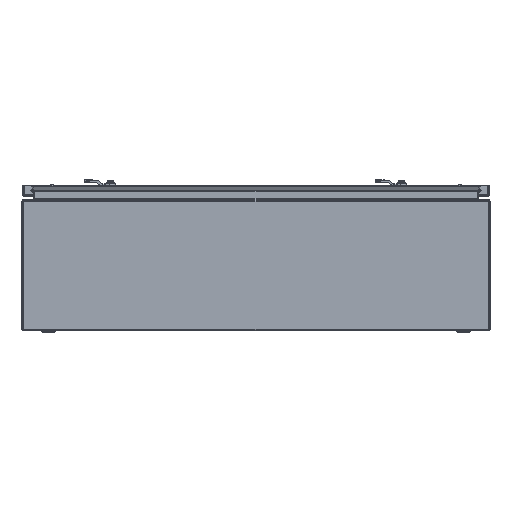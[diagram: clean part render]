
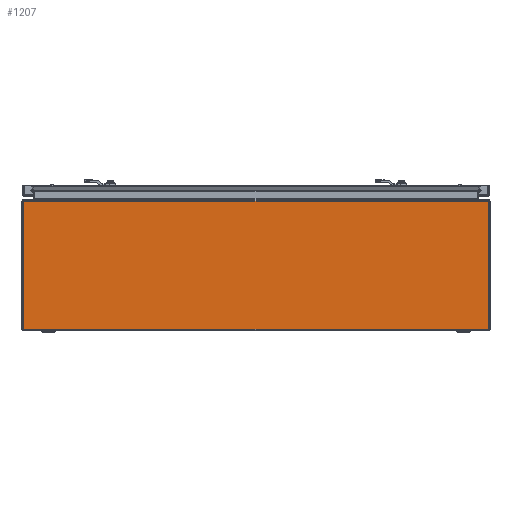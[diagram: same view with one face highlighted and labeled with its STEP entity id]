
A CAD part, left-side view. The second image highlights one B-rep face of the part: STEP entity #1207.
In plain terms, the highlighted planar face has unit normal (-1, 0, 0).
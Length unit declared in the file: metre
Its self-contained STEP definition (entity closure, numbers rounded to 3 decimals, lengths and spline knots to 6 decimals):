
#1207=ADVANCED_FACE('0:20886',(#2251),#2252,.T.);
#2251=FACE_OUTER_BOUND('',#8097,.T.);
#2252=PLANE('',#8098);
#8097=EDGE_LOOP('',(#20812,#20813,#20814,#20815));
#8098=AXIS2_PLACEMENT_3D('',#20816,#20817,#20818);
#20812=ORIENTED_EDGE('',*,*,#28323,.F.);
#20813=ORIENTED_EDGE('',*,*,#28325,.F.);
#20814=ORIENTED_EDGE('',*,*,#28326,.F.);
#20815=ORIENTED_EDGE('',*,*,#28286,.F.);
#20816=CARTESIAN_POINT('',(-0.162,-0.77868,0.));
#20817=DIRECTION('',(-1.0,0.0,0.0));
#20818=DIRECTION('',(0.0,-1.0,0.0));
#28286=EDGE_CURVE('0:10900',#30961,#30963,#30964,.T.);
#28323=EDGE_CURVE('0:21454',#31019,#30961,#31021,.T.);
#28325=EDGE_CURVE('0:10894',#31023,#31019,#31024,.T.);
#28326=EDGE_CURVE('0:21431',#30963,#31023,#31025,.T.);
#30961=VERTEX_POINT('',#35547);
#30963=VERTEX_POINT('',#35549);
#30964=LINE('',#35550,#35551);
#31019=VERTEX_POINT('',#35634);
#31021=LINE('',#35636,#35637);
#31023=VERTEX_POINT('',#35639);
#31024=LINE('',#35640,#35641);
#31025=LINE('',#35642,#35643);
#35547=CARTESIAN_POINT('',(-0.162,-0.38168,0.003));
#35549=CARTESIAN_POINT('',(-0.162,-0.38168,0.222));
#35550=CARTESIAN_POINT('',(-0.162,-0.38168,0.));
#35551=VECTOR('',#42038,1.0);
#35634=CARTESIAN_POINT('',(-0.162,-1.17568,0.003));
#35636=CARTESIAN_POINT('',(-0.162,-0.97018,0.003));
#35637=VECTOR('',#42109,1.0);
#35639=CARTESIAN_POINT('',(-0.162,-1.17568,0.222));
#35640=CARTESIAN_POINT('',(-0.162,-1.17568,0.));
#35641=VECTOR('',#42113,1.0);
#35642=CARTESIAN_POINT('',(-0.162,-0.97018,0.222));
#35643=VECTOR('',#42114,1.0);
#42038=DIRECTION('',(0.0,0.0,1.0));
#42109=DIRECTION('',(0.0,1.0,0.0));
#42113=DIRECTION('',(-0.0,-0.0,-1.0));
#42114=DIRECTION('',(0.0,-1.0,0.0));
